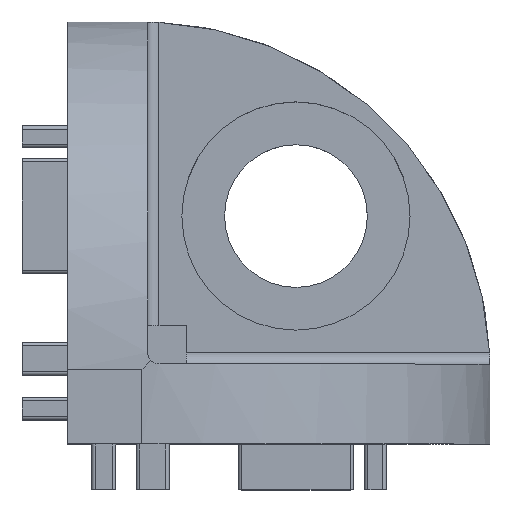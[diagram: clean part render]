
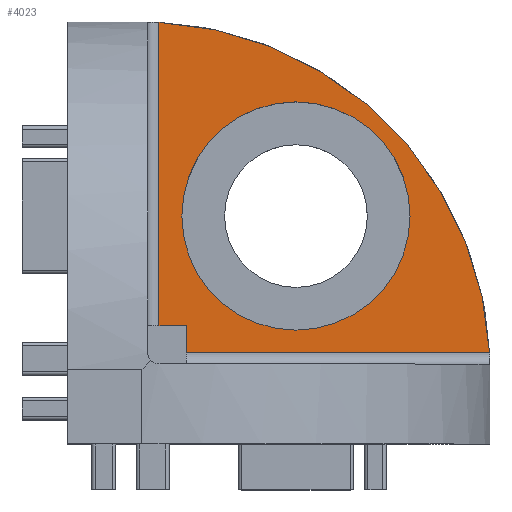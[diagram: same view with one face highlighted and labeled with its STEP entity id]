
A CAD part, top view. The second image highlights one B-rep face of the part: STEP entity #4023.
In plain terms, the highlighted planar face has unit normal (0, 0, 1).
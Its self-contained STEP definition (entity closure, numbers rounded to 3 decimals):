
#132=FACE_BOUND('',#383,.T.);
#154=FACE_OUTER_BOUND('',#382,.T.);
#382=EDGE_LOOP('',(#2799,#2800,#2801,#2802,#2803));
#383=EDGE_LOOP('',(#2804));
#667=CIRCLE('',#4322,30.5);
#668=CIRCLE('',#4323,10.);
#887=LINE('',#6213,#1295);
#888=LINE('',#6215,#1296);
#889=LINE('',#6219,#1297);
#890=LINE('',#6220,#1298);
#1295=VECTOR('',#4882,1000.);
#1296=VECTOR('',#4883,1000.);
#1297=VECTOR('',#4886,1000.);
#1298=VECTOR('',#4887,1000.);
#1747=VERTEX_POINT('',#6211);
#1748=VERTEX_POINT('',#6212);
#1749=VERTEX_POINT('',#6214);
#1750=VERTEX_POINT('',#6216);
#1751=VERTEX_POINT('',#6218);
#1752=VERTEX_POINT('',#6221);
#2170=EDGE_CURVE('',#1747,#1748,#887,.T.);
#2171=EDGE_CURVE('',#1747,#1749,#888,.T.);
#2172=EDGE_CURVE('',#1750,#1749,#667,.T.);
#2173=EDGE_CURVE('',#1751,#1750,#889,.T.);
#2174=EDGE_CURVE('',#1751,#1748,#890,.T.);
#2175=EDGE_CURVE('',#1752,#1752,#668,.T.);
#2799=ORIENTED_EDGE('',*,*,#2170,.F.);
#2800=ORIENTED_EDGE('',*,*,#2171,.T.);
#2801=ORIENTED_EDGE('',*,*,#2172,.F.);
#2802=ORIENTED_EDGE('',*,*,#2173,.F.);
#2803=ORIENTED_EDGE('',*,*,#2174,.T.);
#2804=ORIENTED_EDGE('',*,*,#2175,.T.);
#3902=PLANE('',#4321);
#4023=ADVANCED_FACE('',(#154,#132),#3902,.F.);
#4321=AXIS2_PLACEMENT_3D('',#6210,#4880,#4881);
#4322=AXIS2_PLACEMENT_3D('',#6217,#4884,#4885);
#4323=AXIS2_PLACEMENT_3D('',#6222,#4888,#4889);
#4880=DIRECTION('center_axis',(0.,0.,-1.));
#4881=DIRECTION('ref_axis',(-1.,0.,0.));
#4882=DIRECTION('',(0.,1.,0.));
#4883=DIRECTION('',(1.,0.,0.));
#4884=DIRECTION('center_axis',(0.,0.,-1.));
#4885=DIRECTION('ref_axis',(-1.,0.,0.));
#4886=DIRECTION('',(0.,1.,0.));
#4887=DIRECTION('',(1.,0.,0.));
#4888=DIRECTION('center_axis',(0.,0.,-1.));
#4889=DIRECTION('ref_axis',(-1.,0.,0.));
#6210=CARTESIAN_POINT('Origin',(8.,8.,7.));
#6211=CARTESIAN_POINT('',(10.4,8.,7.));
#6212=CARTESIAN_POINT('',(10.4,10.4,7.));
#6213=CARTESIAN_POINT('',(10.4,8.,7.));
#6214=CARTESIAN_POINT('',(36.963,8.,7.));
#6215=CARTESIAN_POINT('',(8.,8.,7.));
#6216=CARTESIAN_POINT('',(8.,36.963,7.));
#6217=CARTESIAN_POINT('Origin',(6.5,6.5,7.));
#6218=CARTESIAN_POINT('',(8.,10.4,7.));
#6219=CARTESIAN_POINT('',(8.,8.,7.));
#6220=CARTESIAN_POINT('',(8.,10.4,7.));
#6221=CARTESIAN_POINT('',(30.,20.,7.));
#6222=CARTESIAN_POINT('Origin',(20.,20.,7.));
